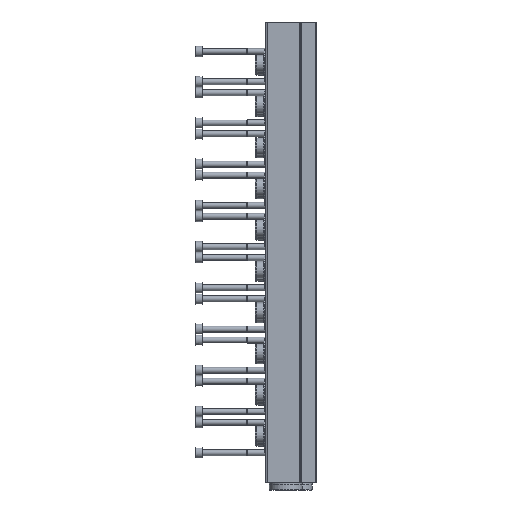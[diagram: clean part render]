
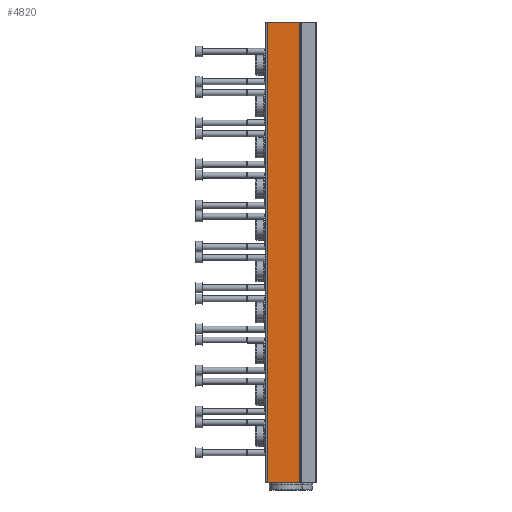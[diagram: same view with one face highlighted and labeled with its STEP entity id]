
A CAD part, left-side view. The second image highlights one B-rep face of the part: STEP entity #4820.
In plain terms, the highlighted planar face has unit normal (-1, 0, 0).
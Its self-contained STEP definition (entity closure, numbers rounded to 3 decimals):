
#255=PLANE('',#5192);
#746=ORIENTED_EDGE('',*,*,#1980,.F.);
#747=ORIENTED_EDGE('',*,*,#1979,.F.);
#748=ORIENTED_EDGE('',*,*,#1981,.T.);
#749=ORIENTED_EDGE('',*,*,#1982,.T.);
#1979=EDGE_CURVE('',#2596,#2594,#3057,.T.);
#1980=EDGE_CURVE('',#2594,#2597,#3058,.T.);
#1981=EDGE_CURVE('',#2596,#2598,#3059,.T.);
#1982=EDGE_CURVE('',#2598,#2597,#3060,.T.);
#2594=VERTEX_POINT('',#7853);
#2596=VERTEX_POINT('',#7857);
#2597=VERTEX_POINT('',#7861);
#2598=VERTEX_POINT('',#7863);
#3057=LINE('',#7858,#3341);
#3058=LINE('',#7860,#3342);
#3059=LINE('',#7862,#3343);
#3060=LINE('',#7864,#3344);
#3341=VECTOR('',#5864,1000.);
#3342=VECTOR('',#5867,1000.);
#3343=VECTOR('',#5868,1000.);
#3344=VECTOR('',#5869,1000.);
#3639=EDGE_LOOP('',(#746,#747,#748,#749));
#4169=FACE_BOUND('',#3639,.T.);
#4820=ADVANCED_FACE('',(#4169),#255,.T.);
#5192=AXIS2_PLACEMENT_3D('',#7859,#5865,#5866);
#5864=DIRECTION('',(0.,0.,1.));
#5865=DIRECTION('',(-1.,0.,0.));
#5866=DIRECTION('',(0.,0.,1.));
#5867=DIRECTION('',(0.,-1.,0.));
#5868=DIRECTION('',(0.,-1.,0.));
#5869=DIRECTION('',(0.,0.,1.));
#7853=CARTESIAN_POINT('',(-40.25,33.,0.));
#7857=CARTESIAN_POINT('',(-40.25,33.,-307.));
#7858=CARTESIAN_POINT('',(-40.25,33.,-307.));
#7859=CARTESIAN_POINT('',(-40.25,33.,-307.));
#7860=CARTESIAN_POINT('',(-40.25,33.,0.));
#7861=CARTESIAN_POINT('',(-40.25,11.372,0.));
#7862=CARTESIAN_POINT('',(-40.25,33.,-307.));
#7863=CARTESIAN_POINT('',(-40.25,11.372,-307.));
#7864=CARTESIAN_POINT('',(-40.25,11.372,-307.));
